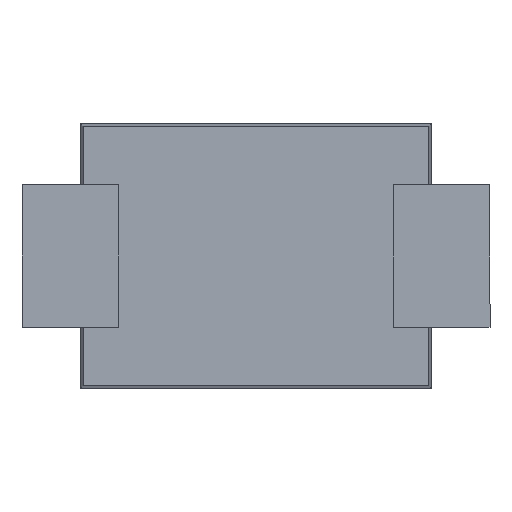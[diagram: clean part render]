
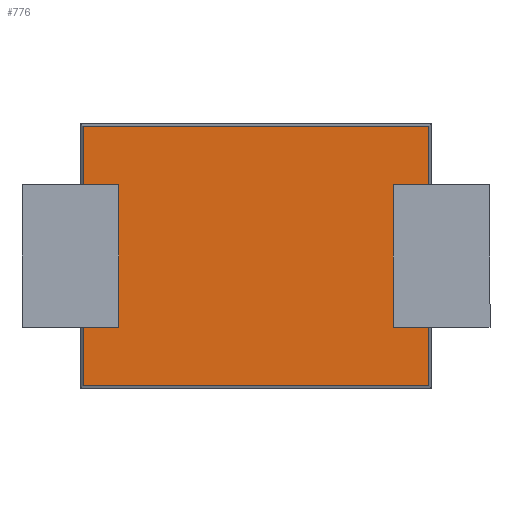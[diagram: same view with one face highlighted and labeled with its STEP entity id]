
A CAD part, front view. The second image highlights one B-rep face of the part: STEP entity #776.
In plain terms, the highlighted planar face has unit normal (0, -1, 0).
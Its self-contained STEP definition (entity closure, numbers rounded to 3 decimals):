
#3 = CARTESIAN_POINT ( 'NONE',  ( 1.7, 0., 0.7 ) ) ;
#29 = VECTOR ( 'NONE', #296, 1000. ) ;
#34 = DIRECTION ( 'NONE',  ( -1., 0., 0. ) ) ;
#36 = CARTESIAN_POINT ( 'NONE',  ( 1.35, 0., -0.7 ) ) ;
#44 = DIRECTION ( 'NONE',  ( 1., 0., 0. ) ) ;
#46 = VECTOR ( 'NONE', #666, 1000. ) ;
#63 = VERTEX_POINT ( 'NONE', #453 ) ;
#69 = LINE ( 'NONE', #1192, #556 ) ;
#73 = LINE ( 'NONE', #104, #570 ) ;
#86 = EDGE_CURVE ( 'NONE', #729, #90, #641, .T. ) ;
#90 = VERTEX_POINT ( 'NONE', #278 ) ;
#104 = CARTESIAN_POINT ( 'NONE',  ( 1.35, 0., -0.7 ) ) ;
#112 = ORIENTED_EDGE ( 'NONE', *, *, #1103, .T. ) ;
#116 = VERTEX_POINT ( 'NONE', #378 ) ;
#144 = ORIENTED_EDGE ( 'NONE', *, *, #706, .F. ) ;
#173 = EDGE_CURVE ( 'NONE', #228, #729, #73, .T. ) ;
#227 = DIRECTION ( 'NONE',  ( -1., 0., 0. ) ) ;
#228 = VERTEX_POINT ( 'NONE', #585 ) ;
#239 = EDGE_CURVE ( 'NONE', #1241, #1239, #287, .T. ) ;
#247 = EDGE_CURVE ( 'NONE', #642, #228, #1028, .T. ) ;
#266 = LINE ( 'NONE', #573, #29 ) ;
#269 = VECTOR ( 'NONE', #34, 1000. ) ;
#278 = CARTESIAN_POINT ( 'NONE',  ( 1.7, 0., -0.7 ) ) ;
#287 = LINE ( 'NONE', #413, #735 ) ;
#296 = DIRECTION ( 'NONE',  ( 1., 0., 0. ) ) ;
#315 = FACE_OUTER_BOUND ( 'NONE', #933, .T. ) ;
#316 = CARTESIAN_POINT ( 'NONE',  ( -1.7, 0., -0.7 ) ) ;
#378 = CARTESIAN_POINT ( 'NONE',  ( -1.7, 0., -0.7 ) ) ;
#402 = VERTEX_POINT ( 'NONE', #836 ) ;
#411 = ORIENTED_EDGE ( 'NONE', *, *, #552, .T. ) ;
#413 = CARTESIAN_POINT ( 'NONE',  ( -1.725, 0., 1.275 ) ) ;
#433 = VECTOR ( 'NONE', #1114, 1000. ) ;
#453 = CARTESIAN_POINT ( 'NONE',  ( -1.7, 0., -1.275 ) ) ;
#456 = CARTESIAN_POINT ( 'NONE',  ( 2.3, 0., -0.7 ) ) ;
#458 = VERTEX_POINT ( 'NONE', #922 ) ;
#481 = ORIENTED_EDGE ( 'NONE', *, *, #86, .F. ) ;
#490 = DIRECTION ( 'NONE',  ( 0., 0., -1. ) ) ;
#491 = ORIENTED_EDGE ( 'NONE', *, *, #239, .F. ) ;
#495 = CARTESIAN_POINT ( 'NONE',  ( 2.3, 0., 0.7 ) ) ;
#515 = LINE ( 'NONE', #1102, #593 ) ;
#542 = ORIENTED_EDGE ( 'NONE', *, *, #173, .F. ) ;
#552 = EDGE_CURVE ( 'NONE', #116, #63, #893, .T. ) ;
#556 = VECTOR ( 'NONE', #818, 1000. ) ;
#570 = VECTOR ( 'NONE', #490, 1000. ) ;
#573 = CARTESIAN_POINT ( 'NONE',  ( -1.725, 0., -1.275 ) ) ;
#585 = CARTESIAN_POINT ( 'NONE',  ( 1.35, 0., 0.7 ) ) ;
#590 = DIRECTION ( 'NONE',  ( -1., 0., 0. ) ) ;
#593 = VECTOR ( 'NONE', #700, 1000. ) ;
#601 = ORIENTED_EDGE ( 'NONE', *, *, #838, .F. ) ;
#622 = VECTOR ( 'NONE', #690, 1000. ) ;
#641 = LINE ( 'NONE', #456, #895 ) ;
#642 = VERTEX_POINT ( 'NONE', #3 ) ;
#645 = EDGE_CURVE ( 'NONE', #90, #402, #820, .T. ) ;
#666 = DIRECTION ( 'NONE',  ( 0., 0., -1. ) ) ;
#690 = DIRECTION ( 'NONE',  ( 0., 0., -1. ) ) ;
#697 = ORIENTED_EDGE ( 'NONE', *, *, #645, .F. ) ;
#700 = DIRECTION ( 'NONE',  ( 0., 0., 1. ) ) ;
#706 = EDGE_CURVE ( 'NONE', #781, #1057, #992, .T. ) ;
#716 = CARTESIAN_POINT ( 'NONE',  ( -1.7, 0., 0.7 ) ) ;
#729 = VERTEX_POINT ( 'NONE', #36 ) ;
#735 = VECTOR ( 'NONE', #44, 1000. ) ;
#750 = LINE ( 'NONE', #316, #1231 ) ;
#776 = ADVANCED_FACE ( 'NONE', ( #315 ), #993, .F. ) ;
#781 = VERTEX_POINT ( 'NONE', #782 ) ;
#782 = CARTESIAN_POINT ( 'NONE',  ( -1.35, 0., 0.7 ) ) ;
#786 = EDGE_CURVE ( 'NONE', #1241, #1057, #69, .T. ) ;
#802 = DIRECTION ( 'NONE',  ( 0., 0., 1. ) ) ;
#818 = DIRECTION ( 'NONE',  ( 0., 0., -1. ) ) ;
#819 = EDGE_CURVE ( 'NONE', #458, #116, #750, .T. ) ;
#820 = LINE ( 'NONE', #1067, #622 ) ;
#836 = CARTESIAN_POINT ( 'NONE',  ( 1.7, 0., -1.275 ) ) ;
#838 = EDGE_CURVE ( 'NONE', #458, #781, #515, .T. ) ;
#849 = ORIENTED_EDGE ( 'NONE', *, *, #819, .T. ) ;
#859 = DIRECTION ( 'NONE',  ( 1., 0., 0. ) ) ;
#880 = CARTESIAN_POINT ( 'NONE',  ( 1.7, 0., 1.275 ) ) ;
#893 = LINE ( 'NONE', #1151, #46 ) ;
#894 = CARTESIAN_POINT ( 'NONE',  ( -1.7, 0., 1.275 ) ) ;
#895 = VECTOR ( 'NONE', #859, 1000. ) ;
#922 = CARTESIAN_POINT ( 'NONE',  ( -1.35, 0., -0.7 ) ) ;
#926 = EDGE_CURVE ( 'NONE', #1239, #642, #1200, .T. ) ;
#933 = EDGE_LOOP ( 'NONE', ( #601, #849, #411, #112, #697, #481, #542, #1052, #1127, #491, #1229, #144 ) ) ;
#952 = AXIS2_PLACEMENT_3D ( 'NONE', #1108, #1211, #802 ) ;
#992 = LINE ( 'NONE', #1185, #1089 ) ;
#993 = PLANE ( 'NONE',  #952 ) ;
#1009 = CARTESIAN_POINT ( 'NONE',  ( 1.7, 0., 1.3 ) ) ;
#1028 = LINE ( 'NONE', #495, #269 ) ;
#1052 = ORIENTED_EDGE ( 'NONE', *, *, #247, .F. ) ;
#1057 = VERTEX_POINT ( 'NONE', #716 ) ;
#1067 = CARTESIAN_POINT ( 'NONE',  ( 1.7, 0., 1.3 ) ) ;
#1089 = VECTOR ( 'NONE', #590, 1000. ) ;
#1102 = CARTESIAN_POINT ( 'NONE',  ( -1.35, 0., -0.7 ) ) ;
#1103 = EDGE_CURVE ( 'NONE', #63, #402, #266, .T. ) ;
#1108 = CARTESIAN_POINT ( 'NONE',  ( -1.7, 0., 1.3 ) ) ;
#1114 = DIRECTION ( 'NONE',  ( 0., 0., -1. ) ) ;
#1127 = ORIENTED_EDGE ( 'NONE', *, *, #926, .F. ) ;
#1151 = CARTESIAN_POINT ( 'NONE',  ( -1.7, 0., 1.3 ) ) ;
#1185 = CARTESIAN_POINT ( 'NONE',  ( -2.3, 0., 0.7 ) ) ;
#1192 = CARTESIAN_POINT ( 'NONE',  ( -1.7, 0., 1.3 ) ) ;
#1200 = LINE ( 'NONE', #1009, #433 ) ;
#1211 = DIRECTION ( 'NONE',  ( 0., 1., 0. ) ) ;
#1229 = ORIENTED_EDGE ( 'NONE', *, *, #786, .T. ) ;
#1231 = VECTOR ( 'NONE', #227, 1000. ) ;
#1239 = VERTEX_POINT ( 'NONE', #880 ) ;
#1241 = VERTEX_POINT ( 'NONE', #894 ) ;
